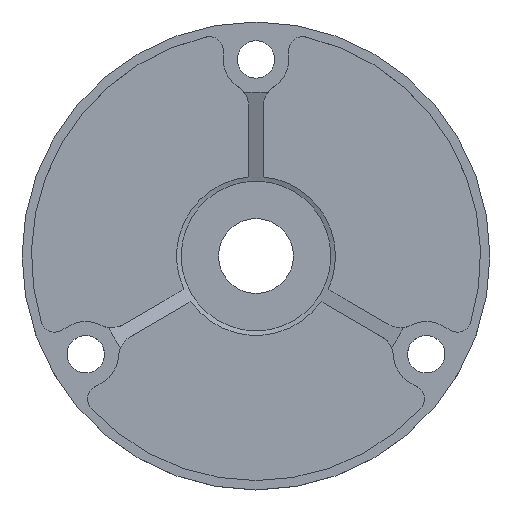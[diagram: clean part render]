
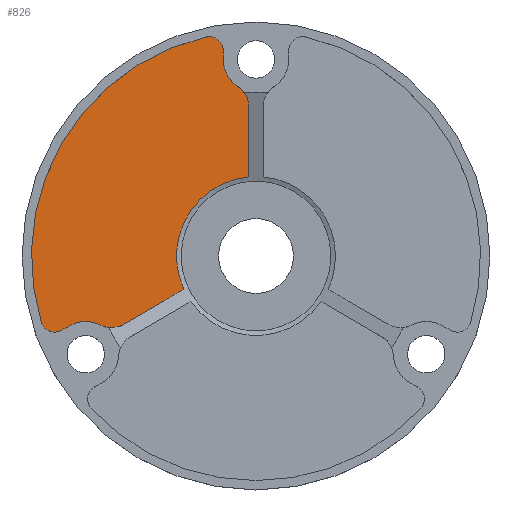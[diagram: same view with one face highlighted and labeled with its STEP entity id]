
A CAD part, top view. The second image highlights one B-rep face of the part: STEP entity #826.
In plain terms, the highlighted planar face has unit normal (0, 0, 1).
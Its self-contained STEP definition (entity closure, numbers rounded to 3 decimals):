
#32=PLANE('',#890);
#52=FACE_OUTER_BOUND('',#98,.T.);
#98=EDGE_LOOP('',(#553,#554,#555,#556,#557,#558,#559,#560,#561,#562,#563,
#564));
#161=LINE('',#1308,#216);
#162=LINE('',#1312,#217);
#163=LINE('',#1318,#218);
#164=LINE('',#1326,#219);
#216=VECTOR('',#1013,10.);
#217=VECTOR('',#1016,10.);
#218=VECTOR('',#1021,10.);
#219=VECTOR('',#1028,10.);
#268=CIRCLE('',#888,2.5);
#270=CIRCLE('',#891,8.487);
#271=CIRCLE('',#892,2.5);
#272=CIRCLE('',#893,3.5);
#273=CIRCLE('',#894,1.5);
#274=CIRCLE('',#895,24.);
#275=CIRCLE('',#896,1.5);
#276=CIRCLE('',#897,3.5);
#333=VERTEX_POINT('',#1288);
#334=VERTEX_POINT('',#1289);
#338=VERTEX_POINT('',#1307);
#339=VERTEX_POINT('',#1309);
#340=VERTEX_POINT('',#1311);
#341=VERTEX_POINT('',#1313);
#342=VERTEX_POINT('',#1315);
#343=VERTEX_POINT('',#1317);
#344=VERTEX_POINT('',#1319);
#345=VERTEX_POINT('',#1321);
#346=VERTEX_POINT('',#1323);
#347=VERTEX_POINT('',#1325);
#419=EDGE_CURVE('',#333,#334,#268,.T.);
#424=EDGE_CURVE('',#334,#338,#161,.T.);
#425=EDGE_CURVE('',#339,#338,#270,.T.);
#426=EDGE_CURVE('',#339,#340,#162,.T.);
#427=EDGE_CURVE('',#340,#341,#271,.T.);
#428=EDGE_CURVE('',#341,#342,#272,.T.);
#429=EDGE_CURVE('',#342,#343,#163,.T.);
#430=EDGE_CURVE('',#343,#344,#273,.T.);
#431=EDGE_CURVE('',#344,#345,#274,.T.);
#432=EDGE_CURVE('',#345,#346,#275,.T.);
#433=EDGE_CURVE('',#346,#347,#164,.T.);
#434=EDGE_CURVE('',#347,#333,#276,.T.);
#553=ORIENTED_EDGE('',*,*,#419,.T.);
#554=ORIENTED_EDGE('',*,*,#424,.T.);
#555=ORIENTED_EDGE('',*,*,#425,.F.);
#556=ORIENTED_EDGE('',*,*,#426,.T.);
#557=ORIENTED_EDGE('',*,*,#427,.T.);
#558=ORIENTED_EDGE('',*,*,#428,.T.);
#559=ORIENTED_EDGE('',*,*,#429,.T.);
#560=ORIENTED_EDGE('',*,*,#430,.T.);
#561=ORIENTED_EDGE('',*,*,#431,.T.);
#562=ORIENTED_EDGE('',*,*,#432,.T.);
#563=ORIENTED_EDGE('',*,*,#433,.T.);
#564=ORIENTED_EDGE('',*,*,#434,.T.);
#826=ADVANCED_FACE('',(#52),#32,.T.);
#888=AXIS2_PLACEMENT_3D('',#1290,#1005,#1006);
#890=AXIS2_PLACEMENT_3D('',#1306,#1011,#1012);
#891=AXIS2_PLACEMENT_3D('',#1310,#1014,#1015);
#892=AXIS2_PLACEMENT_3D('',#1314,#1017,#1018);
#893=AXIS2_PLACEMENT_3D('',#1316,#1019,#1020);
#894=AXIS2_PLACEMENT_3D('',#1320,#1022,#1023);
#895=AXIS2_PLACEMENT_3D('',#1322,#1024,#1025);
#896=AXIS2_PLACEMENT_3D('',#1324,#1026,#1027);
#897=AXIS2_PLACEMENT_3D('',#1327,#1029,#1030);
#1005=DIRECTION('center_axis',(0.,0.,1.));
#1006=DIRECTION('ref_axis',(0.024,-1.,0.));
#1011=DIRECTION('center_axis',(0.,0.,1.));
#1012=DIRECTION('ref_axis',(1.,0.,0.));
#1013=DIRECTION('',(0.866,0.5,0.));
#1014=DIRECTION('center_axis',(0.,0.,1.));
#1015=DIRECTION('ref_axis',(-1.,0.,0.));
#1016=DIRECTION('',(0.,1.,0.));
#1017=DIRECTION('center_axis',(0.,0.,1.));
#1018=DIRECTION('ref_axis',(0.878,0.479,0.));
#1019=DIRECTION('center_axis',(0.,0.,-1.));
#1020=DIRECTION('ref_axis',(-1.,0.,0.));
#1021=DIRECTION('',(0.,1.,0.));
#1022=DIRECTION('center_axis',(0.,0.,1.));
#1023=DIRECTION('ref_axis',(0.624,0.782,0.));
#1024=DIRECTION('center_axis',(0.,0.,1.));
#1025=DIRECTION('ref_axis',(-1.,0.,0.));
#1026=DIRECTION('center_axis',(0.,0.,1.));
#1027=DIRECTION('ref_axis',(-0.365,-0.931,0.));
#1028=DIRECTION('',(0.866,0.5,0.));
#1029=DIRECTION('center_axis',(0.,0.,-1.));
#1030=DIRECTION('ref_axis',(-1.,0.,0.));
#1288=CARTESIAN_POINT('',(-16.587,-7.387,1.));
#1289=CARTESIAN_POINT('',(-14.194,-7.329,1.));
#1290=CARTESIAN_POINT('Origin',(-15.444,-5.164,1.));
#1306=CARTESIAN_POINT('Origin',(0.,0.,1.));
#1307=CARTESIAN_POINT('',(-7.696,-3.577,1.));
#1308=CARTESIAN_POINT('',(-3.824,-1.342,1.));
#1309=CARTESIAN_POINT('',(-0.75,8.454,1.));
#1310=CARTESIAN_POINT('Origin',(0.,0.,1.));
#1311=CARTESIAN_POINT('',(-0.75,15.956,1.));
#1312=CARTESIAN_POINT('',(-0.75,8.791,1.));
#1313=CARTESIAN_POINT('',(-1.896,18.058,1.));
#1314=CARTESIAN_POINT('Origin',(-3.25,15.956,1.));
#1315=CARTESIAN_POINT('',(-3.5,21.,1.));
#1316=CARTESIAN_POINT('Origin',(0.,21.,1.));
#1317=CARTESIAN_POINT('',(-3.5,21.937,1.));
#1318=CARTESIAN_POINT('',(-3.5,11.872,1.));
#1319=CARTESIAN_POINT('',(-5.333,23.4,1.));
#1320=CARTESIAN_POINT('Origin',(-5.,21.937,1.));
#1321=CARTESIAN_POINT('',(-22.932,-7.081,1.));
#1322=CARTESIAN_POINT('Origin',(0.,0.,1.));
#1323=CARTESIAN_POINT('',(-20.748,-7.938,1.));
#1324=CARTESIAN_POINT('Origin',(-21.498,-6.639,1.));
#1325=CARTESIAN_POINT('',(-19.937,-7.469,1.));
#1326=CARTESIAN_POINT('',(-10.843,-2.219,1.));
#1327=CARTESIAN_POINT('Origin',(-18.187,-10.5,1.));
